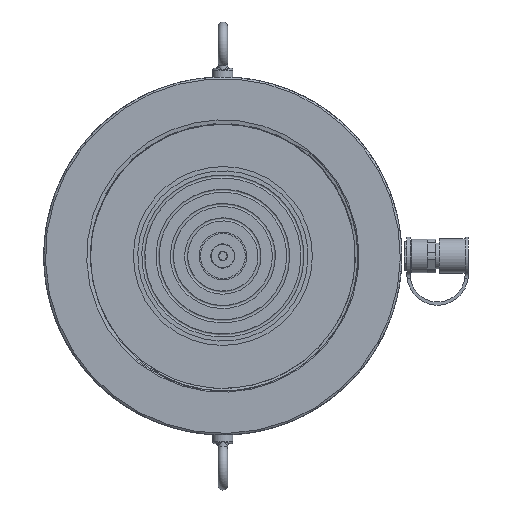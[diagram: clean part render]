
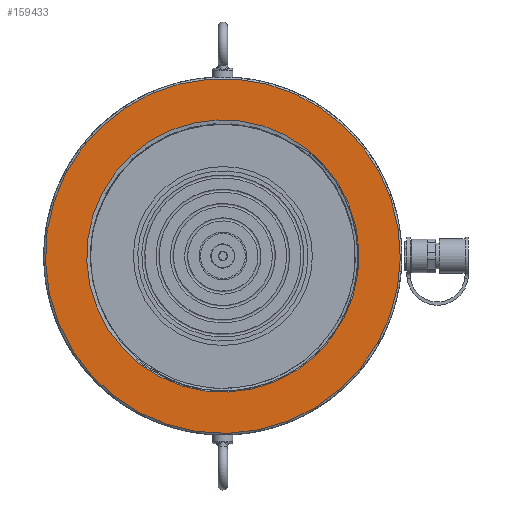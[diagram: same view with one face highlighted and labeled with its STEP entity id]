
A CAD part, left-side view. The second image highlights one B-rep face of the part: STEP entity #159433.
In plain terms, the highlighted planar face has unit normal (-1, 0, 0).
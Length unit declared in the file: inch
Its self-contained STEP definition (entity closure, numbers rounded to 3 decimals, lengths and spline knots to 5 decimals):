
#71325 = DIRECTION ( 'NONE',  ( -1., 0., 0. ) ) ;
#77710 = ORIENTED_EDGE ( 'NONE', *, *, #167959, .F. ) ;
#80195 = ORIENTED_EDGE ( 'NONE', *, *, #153216, .T. ) ;
#91429 = PLANE ( 'NONE',  #222419 ) ;
#102665 = FACE_OUTER_BOUND ( 'NONE', #249145, .T. ) ;
#108817 = CIRCLE ( 'NONE', #276340, 6.94 ) ;
#121719 = DIRECTION ( 'NONE',  ( 0., 0.793, 0.609 ) ) ;
#122768 = CARTESIAN_POINT ( 'NONE',  ( -6.9, 0., 0. ) ) ;
#123814 = DIRECTION ( 'NONE',  ( -1., 0., 0. ) ) ;
#153216 = EDGE_CURVE ( 'NONE', #266823, #266823, #108817, .T. ) ;
#159433 = ADVANCED_FACE ( 'NONE', ( #277556, #102665 ), #91429, .F. ) ;
#167959 = EDGE_CURVE ( 'NONE', #202154, #202154, #191328, .T. ) ;
#191328 = CIRCLE ( 'NONE', #202400, 5.325 ) ;
#202154 = VERTEX_POINT ( 'NONE', #291688 ) ;
#202400 = AXIS2_PLACEMENT_3D ( 'NONE', #313796, #71325, #269041 ) ;
#222419 = AXIS2_PLACEMENT_3D ( 'NONE', #239293, #261608, #262673 ) ;
#239293 = CARTESIAN_POINT ( 'NONE',  ( -6.9, 4.22901, -5.50264 ) ) ;
#242907 = CARTESIAN_POINT ( 'NONE',  ( -6.9, 5.50264, 4.22901 ) ) ;
#245094 = EDGE_LOOP ( 'NONE', ( #77710 ) ) ;
#249145 = EDGE_LOOP ( 'NONE', ( #80195 ) ) ;
#261608 = DIRECTION ( 'NONE',  ( 1., 0., 0. ) ) ;
#262673 = DIRECTION ( 'NONE',  ( 0., -0.793, -0.609 ) ) ;
#266823 = VERTEX_POINT ( 'NONE', #242907 ) ;
#269041 = DIRECTION ( 'NONE',  ( 0., 0.793, 0.609 ) ) ;
#276340 = AXIS2_PLACEMENT_3D ( 'NONE', #122768, #123814, #121719 ) ;
#277556 = FACE_BOUND ( 'NONE', #245094, .T. ) ;
#291688 = CARTESIAN_POINT ( 'NONE',  ( -6.9, 4.22213, 3.24488 ) ) ;
#313796 = CARTESIAN_POINT ( 'NONE',  ( -6.9, 0., 0. ) ) ;
